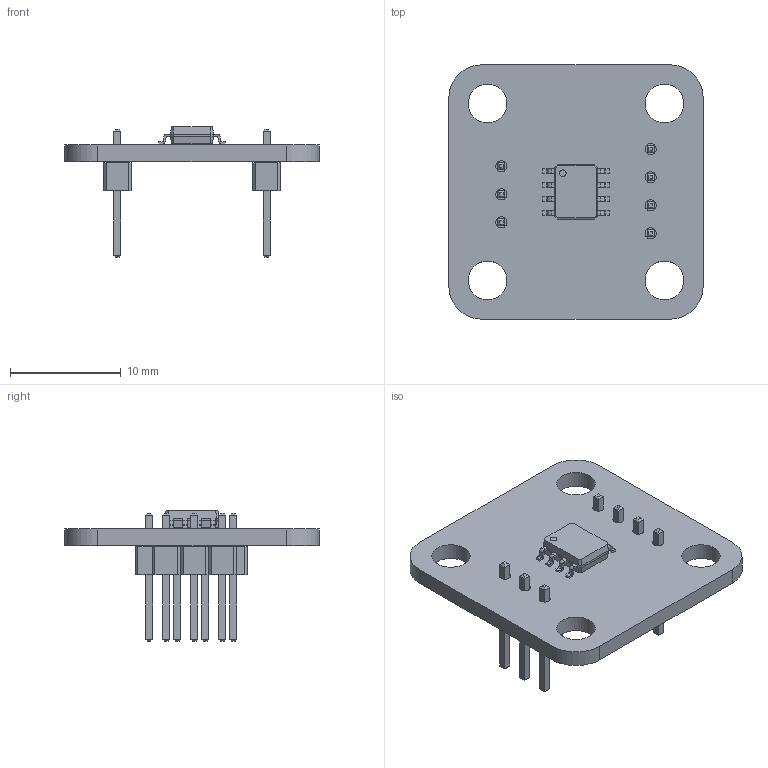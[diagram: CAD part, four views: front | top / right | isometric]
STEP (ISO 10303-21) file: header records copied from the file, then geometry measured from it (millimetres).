
FILE_DESCRIPTION(('KiCad electronic assembly'),'2;1');
FILE_NAME('AS5600_Mockup.step','2026-02-18T22:37:53',('Pcbnew'),('Kicad' ),'Open CASCADE STEP processor 7.9','KiCad to STEP converter', 'Unknown');
FILE_SCHEMA(('AUTOMOTIVE_DESIGN { 1 0 10303 214 1 1 1 1 }'));
Length unit declared in the file: millimetre
Products named in the file (5): AS5600_Mockup 1; SOIC-8-1EP_3.9x4.9mm_P1.27mm_EP2.29x3mm; PinHeader_1x04_P2.54mm_Vertical; PinHeader_1x03_P2.54mm_Vertical; AS5600_Mockup_PCB
Assembly tree (4 placements, depth 2):
  AS5600_Mockup 1
    SOIC-8-1EP_3.9x4.9mm_P1.27mm_EP2.29x3mm
    PinHeader_1x04_P2.54mm_Vertical
    PinHeader_1x03_P2.54mm_Vertical
    AS5600_Mockup_PCB
Bounding box: 23 x 23 x 11.77 mm (x, y, z)
Volume: 887.3 mm3; surface area: 1625.2 mm2
Topology: 4 solids, 4 shells, 349 faces, 880 edges, 555 vertices
Faces by surface type: plane 286, cylinder 47, bspline 16
Full cylindrical faces by diameter (mm): 1 x7, 3.5 x4
Entity records: 12922 total; most frequent: CARTESIAN_POINT 1861, ORIENTED_EDGE 1760, DIRECTION 1627, EDGE_CURVE 880, LINE 761, VECTOR 761, VERTEX_POINT 555, AXIS2_PLACEMENT_3D 433
